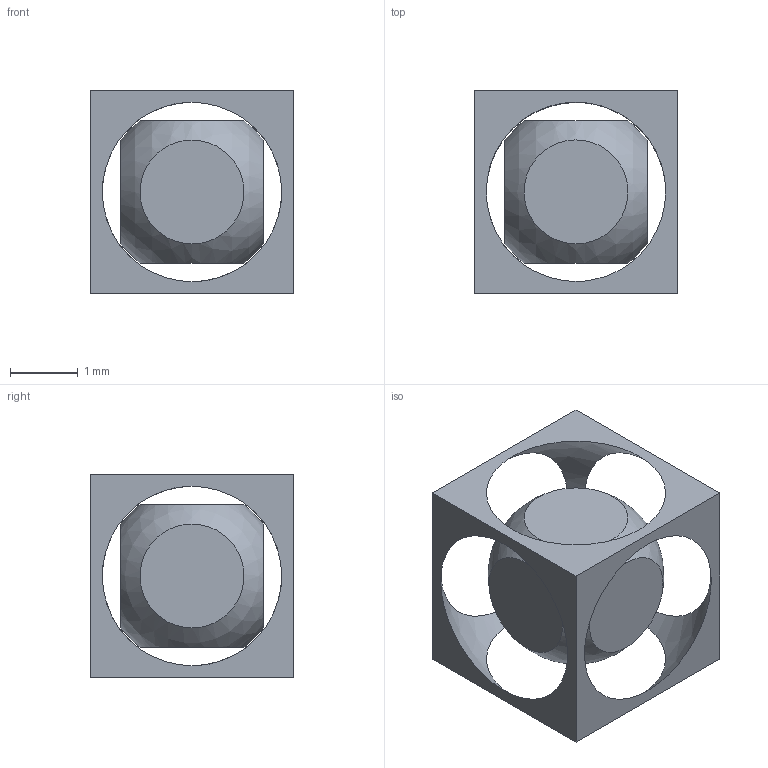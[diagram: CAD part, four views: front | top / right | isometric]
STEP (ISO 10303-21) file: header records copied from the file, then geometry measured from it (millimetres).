
FILE_DESCRIPTION((''),'2;1');
FILE_NAME('','2021-04-06T10:25:40',(''),(''),'','CADfix','');
FILE_SCHEMA(('AUTOMOTIVE_DESIGN { 1 0 10303 214 1 1 1 1 }'));
Length unit declared in the file: millimetre
Bounding box: 3 x 3 x 3 mm (x, y, z)
Volume: 9.9 mm3; surface area: 53.6 mm2
Topology: 2 solids, 2 shells, 14 faces, 44 edges, 36 vertices
Faces by surface type: plane 12, sphere 2
Entity records: 517 total; most frequent: CARTESIAN_POINT 178, ORIENTED_EDGE 72, DIRECTION 40, EDGE_CURVE 36, VERTEX_POINT 32, EDGE_LOOP 30, FACE_BOUND 16, AXIS2_PLACEMENT_3D 14
